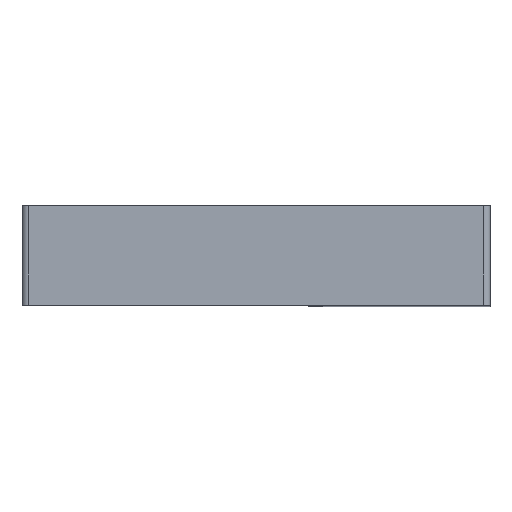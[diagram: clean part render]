
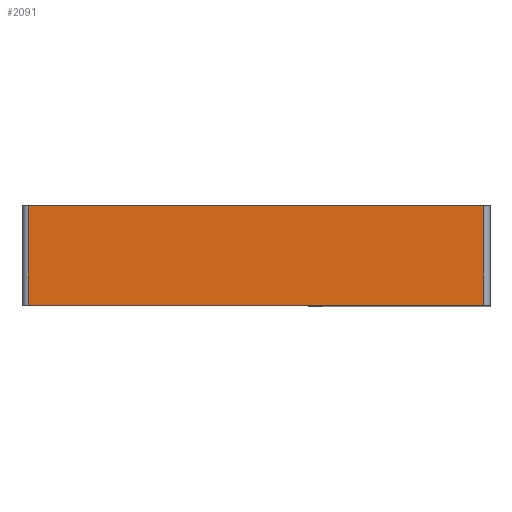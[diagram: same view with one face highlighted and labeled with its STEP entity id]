
A CAD part, top view. The second image highlights one B-rep face of the part: STEP entity #2091.
In plain terms, the highlighted planar face has unit normal (0, 0, 1).
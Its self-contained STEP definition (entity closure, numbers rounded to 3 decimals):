
#2064=AXIS2_PLACEMENT_3D('Plane Axis2P3D',#2061,#2062,#2063) ;
#2035=CARTESIAN_POINT('Line Origine',(0.3,2.4,55.95)) ;
#2039=CARTESIAN_POINT('Vertex',(0.3,4.8,55.95)) ;
#2041=CARTESIAN_POINT('Vertex',(0.3,0.,55.95)) ;
#2061=CARTESIAN_POINT('Axis2P3D Location',(0.3,2.4,55.95)) ;
#2066=CARTESIAN_POINT('Line Origine',(22.2,2.4,55.95)) ;
#2070=CARTESIAN_POINT('Vertex',(22.2,4.8,55.95)) ;
#2072=CARTESIAN_POINT('Vertex',(22.2,0.,55.95)) ;
#2075=CARTESIAN_POINT('Line Origine',(11.25,4.8,55.95)) ;
#2080=CARTESIAN_POINT('Line Origine',(11.25,0.,55.95)) ;
#2036=DIRECTION('Vector Direction',(0.,-1.,0.)) ;
#2062=DIRECTION('Axis2P3D Direction',(0.,0.,-1.)) ;
#2063=DIRECTION('Axis2P3D XDirection',(1.,0.,0.)) ;
#2067=DIRECTION('Vector Direction',(0.,-1.,0.)) ;
#2076=DIRECTION('Vector Direction',(1.,0.,0.)) ;
#2081=DIRECTION('Vector Direction',(1.,0.,0.)) ;
#2037=VECTOR('Line Direction',#2036,1.) ;
#2068=VECTOR('Line Direction',#2067,1.) ;
#2077=VECTOR('Line Direction',#2076,1.) ;
#2082=VECTOR('Line Direction',#2081,1.) ;
#2086=ORIENTED_EDGE('',*,*,#2074,.F.) ;
#2087=ORIENTED_EDGE('',*,*,#2079,.T.) ;
#2088=ORIENTED_EDGE('',*,*,#2043,.T.) ;
#2089=ORIENTED_EDGE('',*,*,#2084,.F.) ;
#2091=ADVANCED_FACE('66751_ZQV_35N-16_Plastic_Part',(#2090),#2065,.F.) ;
#2043=EDGE_CURVE('',#2040,#2042,#2038,.T.) ;
#2074=EDGE_CURVE('',#2071,#2073,#2069,.T.) ;
#2079=EDGE_CURVE('',#2071,#2040,#2078,.F.) ;
#2084=EDGE_CURVE('',#2073,#2042,#2083,.F.) ;
#2085=EDGE_LOOP('',(#2086,#2087,#2088,#2089)) ;
#2090=FACE_OUTER_BOUND('',#2085,.T.) ;
#2038=LINE('Line',#2035,#2037) ;
#2069=LINE('Line',#2066,#2068) ;
#2078=LINE('Line',#2075,#2077) ;
#2083=LINE('Line',#2080,#2082) ;
#2065=PLANE('',#2064) ;
#2040=VERTEX_POINT('',#2039) ;
#2042=VERTEX_POINT('',#2041) ;
#2071=VERTEX_POINT('',#2070) ;
#2073=VERTEX_POINT('',#2072) ;
